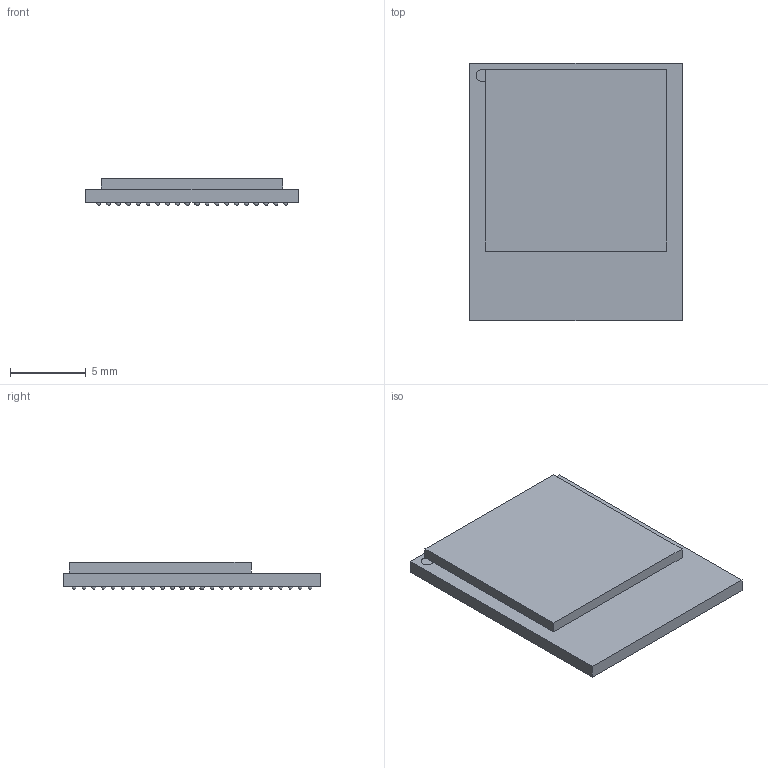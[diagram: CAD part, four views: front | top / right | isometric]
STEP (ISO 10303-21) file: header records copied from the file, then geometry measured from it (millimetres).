
FILE_DESCRIPTION(/* description */ (''),/* implementation_level */ '2;1');
FILE_NAME(/* name */ 'BGA500C65P20X25_1400X1700X180.stp',/* time_stamp */ '2016-10-13T11:56:25+02:00',/* author */ ('jchouvet'),/* organization */ (''),/* preprocessor_version */ 'ST-DEVELOPER v16.1',/* originating_system */ 'AutoCAD Mechanical',/* authorisation */ '');
FILE_SCHEMA (('AUTOMOTIVE_DESIGN { 1 0 10303 214 3 1 1 }'));
Length unit declared in the file: millimetre
Products named in the file (1): Product
Bounding box: 14 x 17 x 1.8 mm (x, y, z)
Volume: 314.5 mm3; surface area: 977.6 mm2
Topology: 503 solids, 503 shells, 1017 faces, 2031 edges, 1522 vertices
Faces by surface type: plane 515, sphere 500, cylinder 2
Full cylindrical faces by diameter (mm): 0.8 x2
Entity records: 14954 total; most frequent: DIRECTION 3069, CARTESIAN_POINT 2069, AXIS2_PLACEMENT_3D 1522, ORIENTED_EDGE 1056, EDGE_LOOP 1020, FACE_OUTER_BOUND 1017, ADVANCED_FACE 1017, EDGE_CURVE 528
